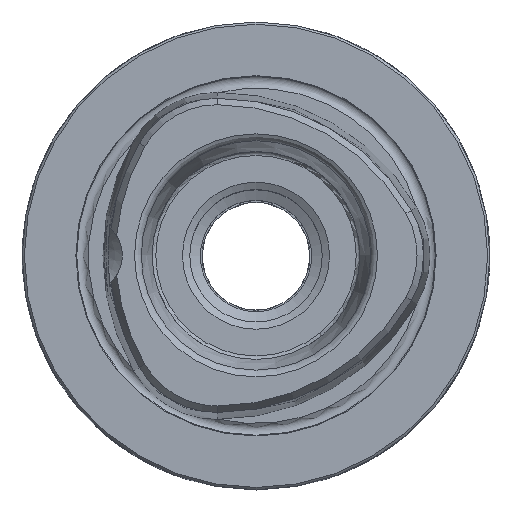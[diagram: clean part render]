
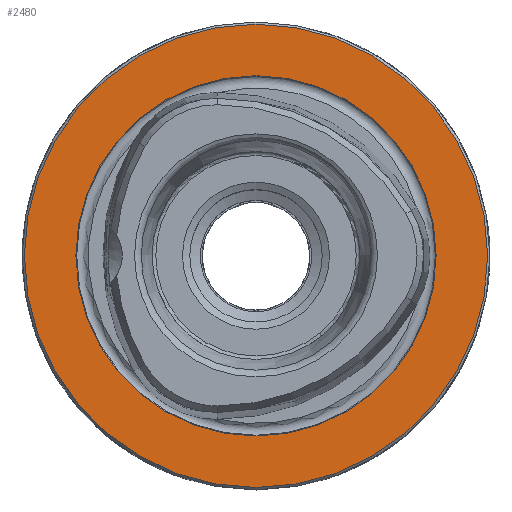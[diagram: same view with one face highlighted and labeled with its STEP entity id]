
A CAD part, top view. The second image highlights one B-rep face of the part: STEP entity #2480.
In plain terms, the highlighted planar face has unit normal (0, 0, 1).
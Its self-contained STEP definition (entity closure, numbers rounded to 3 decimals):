
#283=PLANE('',#2698);
#644=ORIENTED_EDGE('',*,*,#953,.T.);
#645=ORIENTED_EDGE('',*,*,#950,.F.);
#950=EDGE_CURVE('',#1126,#1126,#1220,.T.);
#953=EDGE_CURVE('',#1129,#1129,#1223,.T.);
#1126=VERTEX_POINT('',#3918);
#1129=VERTEX_POINT('',#3926);
#1220=CIRCLE('',#2694,24.264);
#1223=CIRCLE('',#2699,31.2);
#1348=EDGE_LOOP('',(#644));
#1349=EDGE_LOOP('',(#645));
#1518=FACE_BOUND('',#1348,.T.);
#1519=FACE_BOUND('',#1349,.T.);
#2480=ADVANCED_FACE('',(#1518,#1519),#283,.T.);
#2694=AXIS2_PLACEMENT_3D('',#3917,#3120,#3121);
#2698=AXIS2_PLACEMENT_3D('',#3924,#3128,#3129);
#2699=AXIS2_PLACEMENT_3D('',#3925,#3130,#3131);
#3120=DIRECTION('',(0.,0.,1.));
#3121=DIRECTION('',(1.,0.,0.));
#3128=DIRECTION('',(0.,0.,1.));
#3129=DIRECTION('',(1.,0.,0.));
#3130=DIRECTION('',(0.,0.,1.));
#3131=DIRECTION('',(1.,0.,0.));
#3917=CARTESIAN_POINT('',(0.,0.,0.));
#3918=CARTESIAN_POINT('',(24.264,0.,0.));
#3924=CARTESIAN_POINT('',(24.2,0.,0.));
#3925=CARTESIAN_POINT('',(0.,0.,0.));
#3926=CARTESIAN_POINT('',(31.2,0.,0.));
